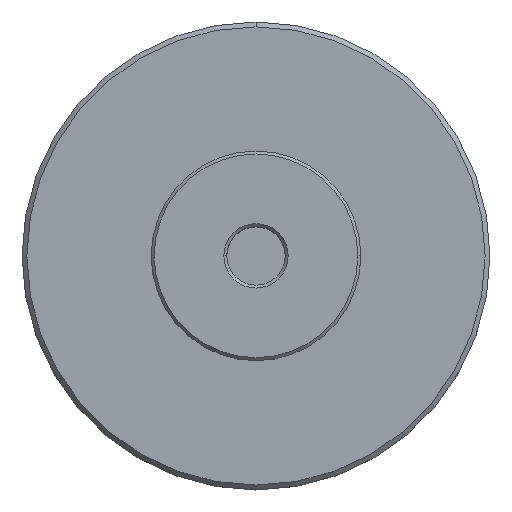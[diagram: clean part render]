
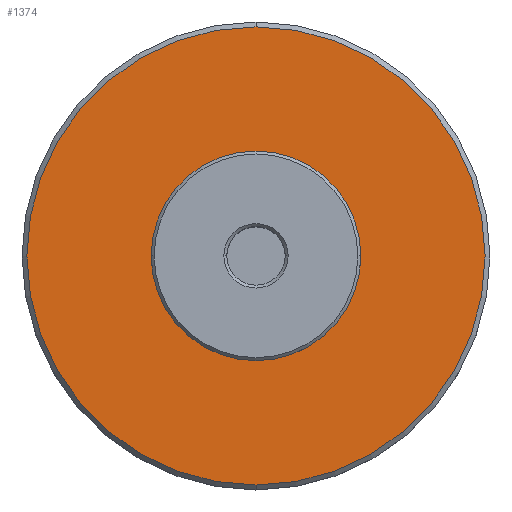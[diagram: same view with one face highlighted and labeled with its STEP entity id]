
A CAD part, top view. The second image highlights one B-rep face of the part: STEP entity #1374.
In plain terms, the highlighted planar face has unit normal (0, 0, 1).
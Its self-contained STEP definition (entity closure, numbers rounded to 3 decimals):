
#43 = CIRCLE ( 'NONE', #842, 23.5 ) ;
#115 = CARTESIAN_POINT ( 'NONE',  ( -7.5, 0., 12.438 ) ) ;
#232 = EDGE_CURVE ( 'NONE', #1562, #601, #43, .T. ) ;
#233 = CARTESIAN_POINT ( 'NONE',  ( 0., 0., 12.438 ) ) ;
#265 = ORIENTED_EDGE ( 'NONE', *, *, #749, .T. ) ;
#272 = EDGE_CURVE ( 'NONE', #349, #1125, #747, .T. ) ;
#305 = CARTESIAN_POINT ( 'NONE',  ( 0., 23.5, 12.438 ) ) ;
#306 = CARTESIAN_POINT ( 'NONE',  ( 0., 0., 12.438 ) ) ;
#349 = VERTEX_POINT ( 'NONE', #115 ) ;
#350 = EDGE_LOOP ( 'NONE', ( #592, #265 ) ) ;
#395 = DIRECTION ( 'NONE',  ( -1., 0., 0. ) ) ;
#448 = AXIS2_PLACEMENT_3D ( 'NONE', #233, #1270, #395 ) ;
#465 = DIRECTION ( 'NONE',  ( 0., 1., 0. ) ) ;
#527 = EDGE_LOOP ( 'NONE', ( #975, #1837 ) ) ;
#587 = FACE_OUTER_BOUND ( 'NONE', #350, .T. ) ;
#592 = ORIENTED_EDGE ( 'NONE', *, *, #232, .T. ) ;
#601 = VERTEX_POINT ( 'NONE', #1292 ) ;
#732 = FACE_BOUND ( 'NONE', #527, .T. ) ;
#733 = CIRCLE ( 'NONE', #914, 23.5 ) ;
#747 = CIRCLE ( 'NONE', #1145, 7.5 ) ;
#749 = EDGE_CURVE ( 'NONE', #601, #1562, #733, .T. ) ;
#786 = DIRECTION ( 'NONE',  ( 0., 0., 1. ) ) ;
#842 = AXIS2_PLACEMENT_3D ( 'NONE', #868, #1605, #1452 ) ;
#868 = CARTESIAN_POINT ( 'NONE',  ( 0., 0., 12.438 ) ) ;
#914 = AXIS2_PLACEMENT_3D ( 'NONE', #306, #1329, #465 ) ;
#975 = ORIENTED_EDGE ( 'NONE', *, *, #272, .F. ) ;
#994 = DIRECTION ( 'NONE',  ( 1., 0., 0. ) ) ;
#1125 = VERTEX_POINT ( 'NONE', #1217 ) ;
#1145 = AXIS2_PLACEMENT_3D ( 'NONE', #1659, #786, #1806 ) ;
#1217 = CARTESIAN_POINT ( 'NONE',  ( 7.5, 0., 12.438 ) ) ;
#1270 = DIRECTION ( 'NONE',  ( 0., 0., 1. ) ) ;
#1276 = CARTESIAN_POINT ( 'NONE',  ( -23.782, -23.782, 12.438 ) ) ;
#1292 = CARTESIAN_POINT ( 'NONE',  ( 0., -23.5, 12.438 ) ) ;
#1329 = DIRECTION ( 'NONE',  ( 0., 0., 1. ) ) ;
#1374 = ADVANCED_FACE ( 'NONE', ( #587, #732 ), #1721, .T. ) ;
#1390 = AXIS2_PLACEMENT_3D ( 'NONE', #1276, #1875, #994 ) ;
#1452 = DIRECTION ( 'NONE',  ( 0., 1., 0. ) ) ;
#1493 = CIRCLE ( 'NONE', #448, 7.5 ) ;
#1562 = VERTEX_POINT ( 'NONE', #305 ) ;
#1605 = DIRECTION ( 'NONE',  ( 0., 0., 1. ) ) ;
#1659 = CARTESIAN_POINT ( 'NONE',  ( 0., 0., 12.438 ) ) ;
#1721 = PLANE ( 'NONE',  #1390 ) ;
#1740 = EDGE_CURVE ( 'NONE', #1125, #349, #1493, .T. ) ;
#1806 = DIRECTION ( 'NONE',  ( -1., 0., 0. ) ) ;
#1837 = ORIENTED_EDGE ( 'NONE', *, *, #1740, .F. ) ;
#1875 = DIRECTION ( 'NONE',  ( 0., 0., 1. ) ) ;
